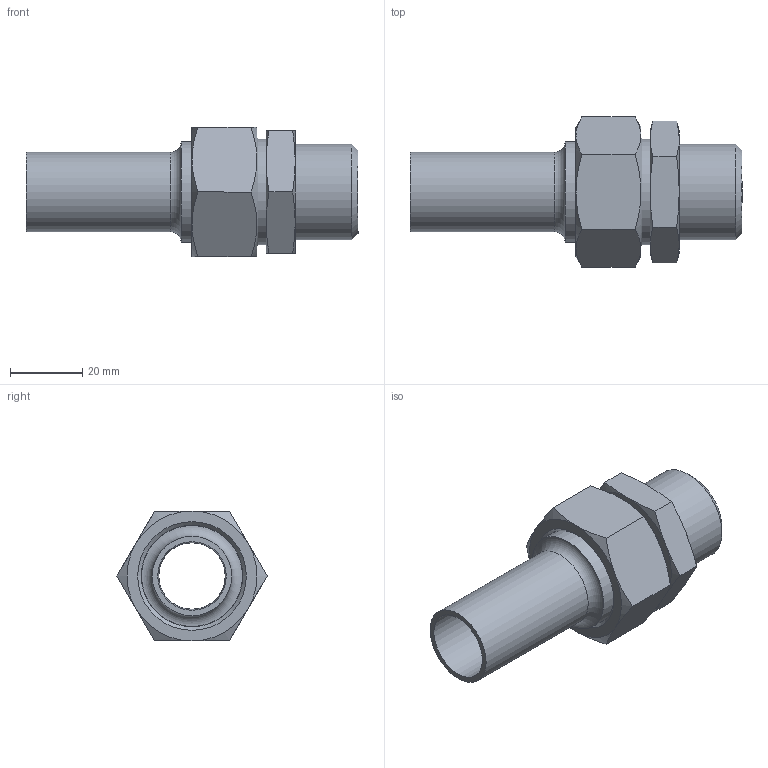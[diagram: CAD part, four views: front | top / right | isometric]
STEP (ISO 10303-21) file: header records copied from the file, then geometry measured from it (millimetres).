
FILE_DESCRIPTION(/* description */ (''),/* implementation_level */ '2;1');
FILE_NAME(/* name */ '35405.stp',/* time_stamp */ '2014-04-01T20:52:52+02:00',/* author */ ('bruh'),/* organization */ (''),/* preprocessor_version */ 'ST-DEVELOPER v15.2',/* originating_system */ 'Autodesk Inventor 2014',/* authorisation */ '');
FILE_SCHEMA (('AUTOMOTIVE_DESIGN { 1 0 10303 214 3 1 1 }'));
Length unit declared in the file: millimetre
Products named in the file (4): 101136; 101037; 400959; 35405
Bounding box: 92 x 41.57 x 36 mm (x, y, z)
Volume: 28952.2 mm3; surface area: 19701.2 mm2
Topology: 3 solids, 3 shells, 65 faces, 136 edges, 79 vertices
Faces by surface type: cone 33, plane 20, cylinder 10, torus 2
Full cylindrical faces by diameter (mm): 19 x1, 21 x1, 22 x1, 26.441 x1, 28 x1, 28.1 x1, 29.3 x1, 30 x1, 30.291 x1, 33.249 x1
Entity records: 1636 total; most frequent: CARTESIAN_POINT 354, DIRECTION 258, ORIENTED_EDGE 222, AXIS2_PLACEMENT_3D 123, EDGE_CURVE 111, EDGE_LOOP 94, VERTEX_POINT 75, ADVANCED_FACE 65
